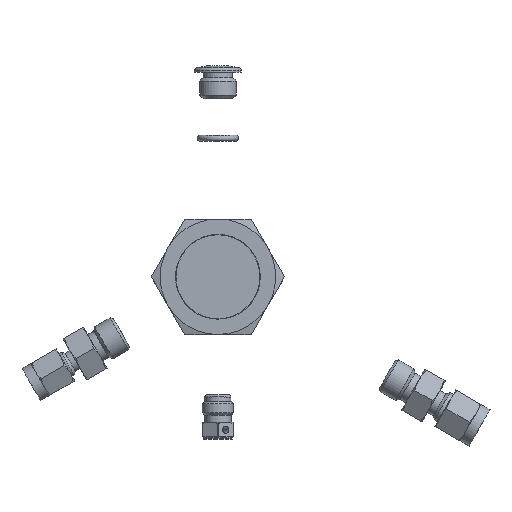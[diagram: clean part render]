
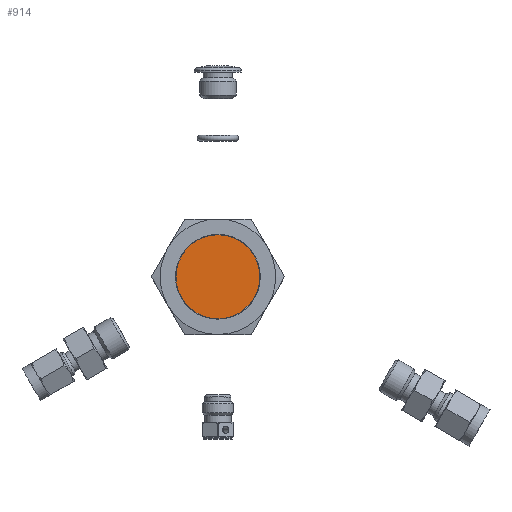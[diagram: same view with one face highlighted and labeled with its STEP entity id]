
A CAD part, top view. The second image highlights one B-rep face of the part: STEP entity #914.
In plain terms, the highlighted planar face has unit normal (0, 0, 1).
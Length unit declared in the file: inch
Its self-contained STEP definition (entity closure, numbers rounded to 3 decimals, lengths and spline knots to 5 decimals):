
#914=ADVANCED_FACE('',(#1892),#1893,.T.);
#1892=FACE_OUTER_BOUND('',#3215,.T.);
#1893=PLANE('',#3216);
#3215=EDGE_LOOP('',(#5041));
#3216=AXIS2_PLACEMENT_3D('',#5042,#5043,#5044);
#5041=ORIENTED_EDGE('',*,*,#7448,.T.);
#5042=CARTESIAN_POINT('',(0.0,0.0,0.005));
#5043=DIRECTION('',(0.0,0.0,1.0));
#5044=DIRECTION('',(1.0,0.0,0.0));
#7448=EDGE_CURVE('',#8503,#8503,#8504,.T.);
#8503=VERTEX_POINT('',#10159);
#8504=CIRCLE('',#10160,0.5);
#10159=CARTESIAN_POINT('',(0.5,0.0,0.005));
#10160=AXIS2_PLACEMENT_3D('',#13202,#13203,#13204);
#13202=CARTESIAN_POINT('',(0.0,0.0,0.005));
#13203=DIRECTION('',(0.0,0.0,1.0));
#13204=DIRECTION('',(1.0,0.0,0.0));
